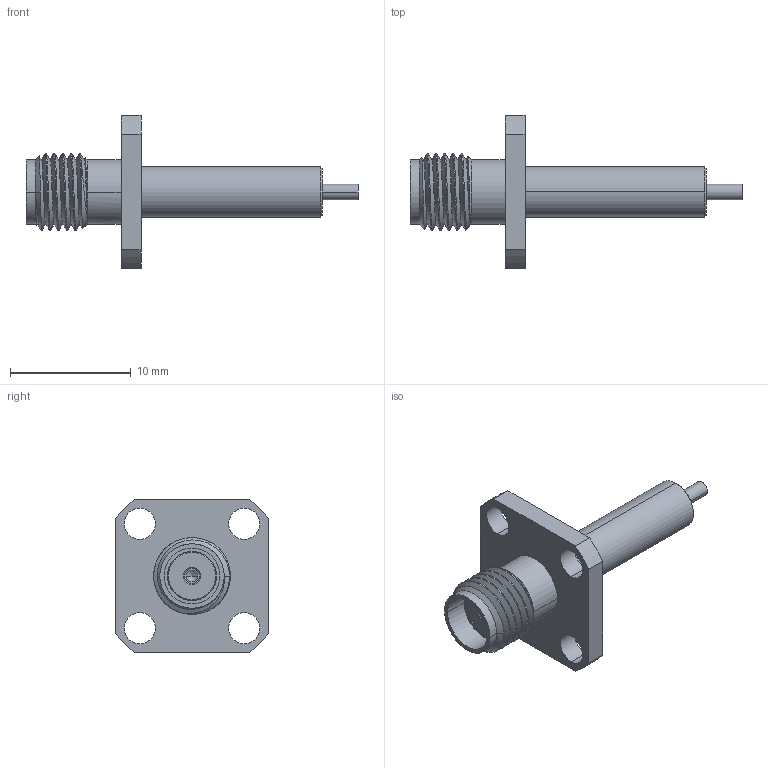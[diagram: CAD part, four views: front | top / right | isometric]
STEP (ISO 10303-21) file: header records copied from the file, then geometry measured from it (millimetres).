
FILE_DESCRIPTION((''),'2;1');
FILE_NAME('901-9204-CCSF_SW0001','2019-08-14T',('Viji'),(''),'CREO PARAMETRIC BY PTC INC, 2017020','CREO PARAMETRIC BY PTC INC, 2017020','');
FILE_SCHEMA(('CONFIG_CONTROL_DESIGN'));
Length unit declared in the file: inch
Products named in the file (1): 901-9204-CCSF_SW0001
Bounding box: 27.48 x 12.7 x 12.7 mm (x, y, z)
Volume: 589.9 mm3; surface area: 849.5 mm2
Topology: 1 solids, 1 shells, 71 faces, 170 edges, 106 vertices
Faces by surface type: cylinder 36, cone 14, plane 12, bspline 9
Entity records: 3811 total; most frequent: CARTESIAN_POINT 2139, ORIENTED_EDGE 336, DIRECTION 333, EDGE_CURVE 168, AXIS2_PLACEMENT_3D 134, VERTEX_POINT 106, EDGE_LOOP 86, CIRCLE 72
